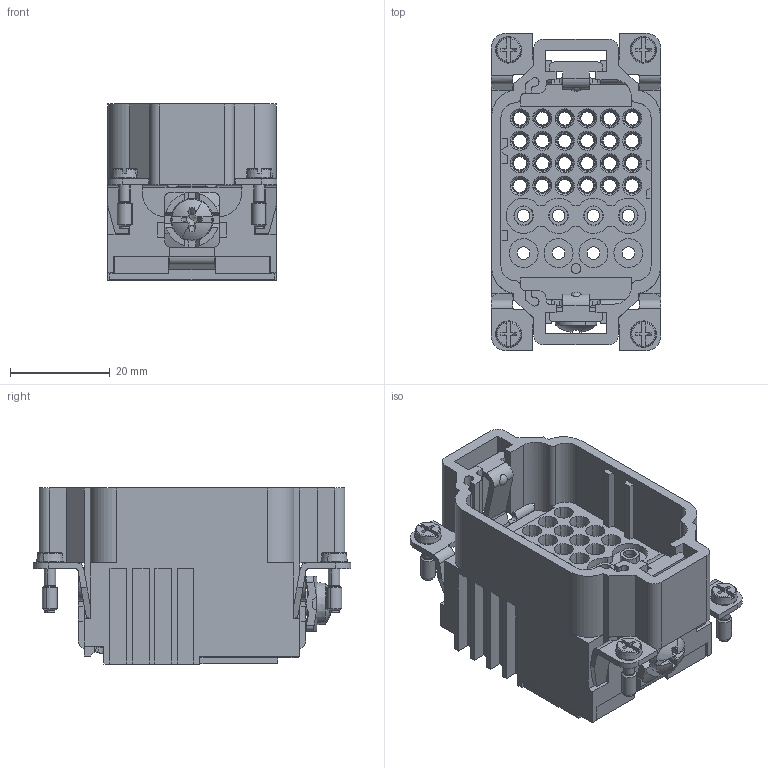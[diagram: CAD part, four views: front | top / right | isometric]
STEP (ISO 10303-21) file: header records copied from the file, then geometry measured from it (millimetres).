
FILE_DESCRIPTION(('CATIA V5 STEP Exchange','CAx-IF Rec.Pracs.--- Model Styling and Organization---1.4--- 2014-01-23'),'2;1');
FILE_NAME ('13478306_3', '2019-10-25T09:16:35+00:00', ('none'), ('Weidmueller'), 'CATIA Version 5-6 Release 2016 SP3 HF44', 'CATIA V5 STEP AP214', 'none');
FILE_SCHEMA(('AUTOMOTIVE_DESIGN { 1 0 10303 214 1 1 1 1 }'));
Products named in the file (1): 1023290000
Bounding box: 34 x 63.7 x 35.3 mm (x, y, z)
Volume: 24281.8 mm3; surface area: 29453.9 mm2
Topology: 1 solids, 10 shells, 1825 faces, 4756 edges, 2989 vertices
Faces by surface type: plane 726, cone 546, cylinder 473, torus 44, bspline 28, sphere 6, revolution 2
Entity records: 52599 total; most frequent: CARTESIAN_POINT 11889, ORIENTED_EDGE 9500, DIRECTION 6446, EDGE_CURVE 4750, VERTEX_POINT 2989, VECTOR 2704, LINE 2704, AXIS2_PLACEMENT_3D 2687
